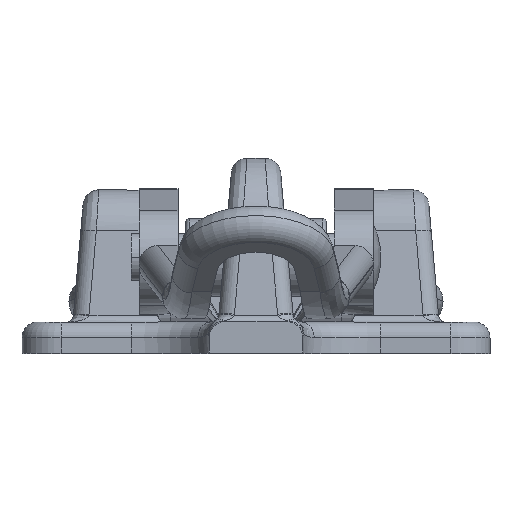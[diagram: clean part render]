
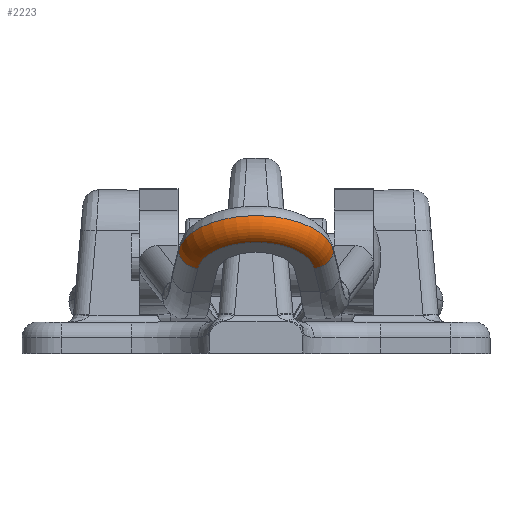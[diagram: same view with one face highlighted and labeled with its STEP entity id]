
A CAD part, top view. The second image highlights one B-rep face of the part: STEP entity #2223.
In plain terms, the highlighted toroidal (fillet/blend) face has major radius 7.5 mm and minor radius 2.5 mm.
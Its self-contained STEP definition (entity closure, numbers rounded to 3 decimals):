
#382 = AXIS2_PLACEMENT_3D ( 'NONE', #7105, #1642, #8015 ) ;
#1448 = CARTESIAN_POINT ( 'NONE',  ( -9.922, 6.779, -65.748 ) ) ;
#1642 = DIRECTION ( 'NONE',  ( -0.125, 0.638, -0.76 ) ) ;
#2223 = ADVANCED_FACE ( 'NONE', ( #8019 ), #9515, .T. ) ;
#2377 = AXIS2_PLACEMENT_3D ( 'NONE', #8175, #2742, #9063 ) ;
#2742 = DIRECTION ( 'NONE',  ( 0., -0.766, -0.643 ) ) ;
#2752 = DIRECTION ( 'NONE',  ( 0., -0.643, 0.766 ) ) ;
#3143 = CARTESIAN_POINT ( 'NONE',  ( 7.442, 4.664, -67.116 ) ) ;
#3645 = DIRECTION ( 'NONE',  ( 0., 0.766, 0.643 ) ) ;
#3935 = VERTEX_POINT ( 'NONE', #3143 ) ;
#3970 = VERTEX_POINT ( 'NONE', #1448 ) ;
#4468 = CARTESIAN_POINT ( 'NONE',  ( 0., 4.063, -66.4 ) ) ;
#4724 = CIRCLE ( 'NONE', #2377, 10. ) ;
#4725 = EDGE_CURVE ( 'NONE', #3970, #7708, #4724, .T. ) ;
#4796 = CIRCLE ( 'NONE', #7259, 7.5 ) ;
#4819 = CARTESIAN_POINT ( 'NONE',  ( 9.922, 6.779, -65.748 ) ) ;
#5218 = DIRECTION ( 'NONE',  ( 0.125, 0.638, -0.76 ) ) ;
#5400 = DIRECTION ( 'NONE',  ( 0., -0.643, 0.766 ) ) ;
#6213 = EDGE_CURVE ( 'NONE', #8880, #3970, #10193, .T. ) ;
#6963 = CARTESIAN_POINT ( 'NONE',  ( -7.442, 4.664, -67.116 ) ) ;
#7105 = CARTESIAN_POINT ( 'NONE',  ( 7.442, 6.579, -65.509 ) ) ;
#7259 = AXIS2_PLACEMENT_3D ( 'NONE', #4468, #10780, #5400 ) ;
#7708 = VERTEX_POINT ( 'NONE', #4819 ) ;
#7985 = ORIENTED_EDGE ( 'NONE', *, *, #6213, .T. ) ;
#8015 = DIRECTION ( 'NONE',  ( 0., 0.766, 0.643 ) ) ;
#8019 = FACE_OUTER_BOUND ( 'NONE', #8088, .T. ) ;
#8088 = EDGE_LOOP ( 'NONE', ( #9302, #9450, #7985, #10639 ) ) ;
#8175 = CARTESIAN_POINT ( 'NONE',  ( 0., 5.978, -64.793 ) ) ;
#8467 = EDGE_CURVE ( 'NONE', #7708, #3935, #10857, .T. ) ;
#8880 = VERTEX_POINT ( 'NONE', #6963 ) ;
#9024 = EDGE_CURVE ( 'NONE', #8880, #3935, #4796, .T. ) ;
#9063 = DIRECTION ( 'NONE',  ( 0., -0.643, 0.766 ) ) ;
#9302 = ORIENTED_EDGE ( 'NONE', *, *, #8467, .T. ) ;
#9450 = ORIENTED_EDGE ( 'NONE', *, *, #9024, .F. ) ;
#9515 = TOROIDAL_SURFACE ( 'NONE', #9830, 7.5, 2.5 ) ;
#9830 = AXIS2_PLACEMENT_3D ( 'NONE', #10858, #3645, #2752 ) ;
#10193 = CIRCLE ( 'NONE', #10916, 2.5 ) ;
#10602 = CARTESIAN_POINT ( 'NONE',  ( -7.442, 6.579, -65.509 ) ) ;
#10639 = ORIENTED_EDGE ( 'NONE', *, *, #4725, .T. ) ;
#10780 = DIRECTION ( 'NONE',  ( 0., -0.766, -0.643 ) ) ;
#10857 = CIRCLE ( 'NONE', #382, 2.5 ) ;
#10858 = CARTESIAN_POINT ( 'NONE',  ( 0., 5.978, -64.793 ) ) ;
#10916 = AXIS2_PLACEMENT_3D ( 'NONE', #10602, #5218, #11502 ) ;
#11502 = DIRECTION ( 'NONE',  ( 0., 0.766, 0.643 ) ) ;
